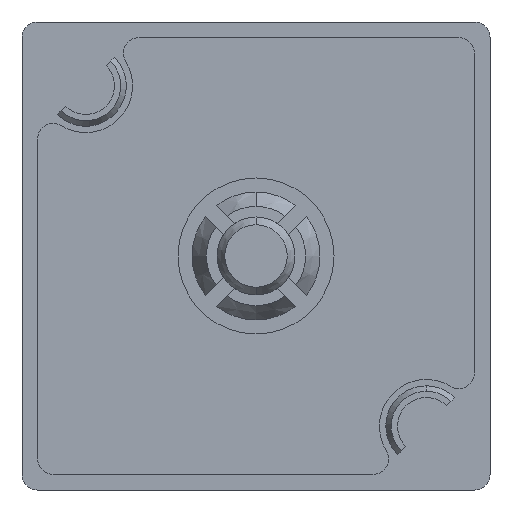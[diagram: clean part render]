
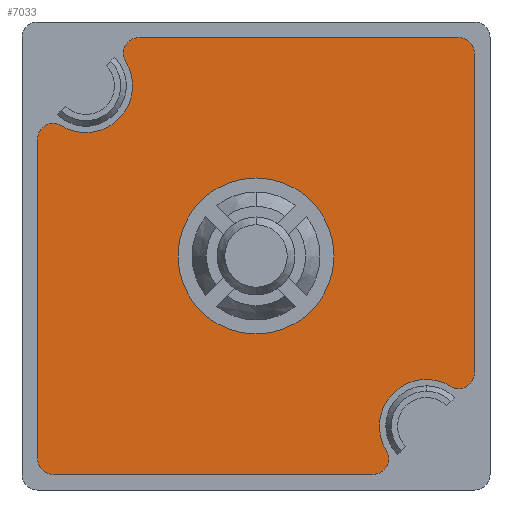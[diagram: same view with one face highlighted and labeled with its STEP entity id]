
A CAD part, front view. The second image highlights one B-rep face of the part: STEP entity #7033.
In plain terms, the highlighted planar face has unit normal (0, -1, 0).
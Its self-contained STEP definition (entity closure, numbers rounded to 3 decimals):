
#29 = AXIS2_PLACEMENT_3D ( 'NONE', #1326, #4442, #1376 ) ;
#38 = VERTEX_POINT ( 'NONE', #8721 ) ;
#107 = ORIENTED_EDGE ( 'NONE', *, *, #270, .T. ) ;
#111 = CIRCLE ( 'NONE', #6480, 3. ) ;
#145 = AXIS2_PLACEMENT_3D ( 'NONE', #861, #6137, #5559 ) ;
#248 = CARTESIAN_POINT ( 'NONE',  ( 0., 6.7, -15. ) ) ;
#260 = EDGE_CURVE ( 'NONE', #9618, #7694, #111, .T. ) ;
#270 = EDGE_CURVE ( 'NONE', #38, #5405, #2723, .T. ) ;
#483 = ORIENTED_EDGE ( 'NONE', *, *, #3148, .F. ) ;
#495 = ORIENTED_EDGE ( 'NONE', *, *, #6518, .T. ) ;
#720 = CIRCLE ( 'NONE', #5779, 1. ) ;
#738 = CARTESIAN_POINT ( 'NONE',  ( 14., 6.7, -22.5 ) ) ;
#788 = CARTESIAN_POINT ( 'NONE',  ( -10.911, 6.7, -4.089 ) ) ;
#819 = CIRCLE ( 'NONE', #9661, 5. ) ;
#861 = CARTESIAN_POINT ( 'NONE',  ( 13., 6.7, -22.5 ) ) ;
#968 = LINE ( 'NONE', #2595, #3156 ) ;
#1054 = DIRECTION ( 'NONE',  ( 0., 1., 0. ) ) ;
#1138 = DIRECTION ( 'NONE',  ( 0., 0., -1. ) ) ;
#1194 = LINE ( 'NONE', #4305, #3097 ) ;
#1245 = DIRECTION ( 'NONE',  ( 1., 0., 0. ) ) ;
#1286 = ORIENTED_EDGE ( 'NONE', *, *, #8393, .T. ) ;
#1326 = CARTESIAN_POINT ( 'NONE',  ( 0., 6.7, 0. ) ) ;
#1349 = CARTESIAN_POINT ( 'NONE',  ( -7.5, 6.7, -1. ) ) ;
#1376 = DIRECTION ( 'NONE',  ( 0., 0., -1. ) ) ;
#1429 = ORIENTED_EDGE ( 'NONE', *, *, #8734, .F. ) ;
#1531 = EDGE_CURVE ( 'NONE', #9618, #7260, #6168, .T. ) ;
#1538 = AXIS2_PLACEMENT_3D ( 'NONE', #788, #5337, #2418 ) ;
#1606 = CARTESIAN_POINT ( 'NONE',  ( 8.353, 6.7, -27.478 ) ) ;
#1757 = ORIENTED_EDGE ( 'NONE', *, *, #9598, .T. ) ;
#1910 = EDGE_CURVE ( 'NONE', #5405, #2168, #4062, .T. ) ;
#2103 = ORIENTED_EDGE ( 'NONE', *, *, #4605, .F. ) ;
#2109 = LINE ( 'NONE', #5074, #6710 ) ;
#2168 = VERTEX_POINT ( 'NONE', #1349 ) ;
#2234 = CARTESIAN_POINT ( 'NONE',  ( -13., 6.7, -7.5 ) ) ;
#2236 = FACE_OUTER_BOUND ( 'NONE', #2913, .T. ) ;
#2418 = DIRECTION ( 'NONE',  ( 0., 0., -1. ) ) ;
#2495 = AXIS2_PLACEMENT_3D ( 'NONE', #4986, #8122, #8797 ) ;
#2584 = DIRECTION ( 'NONE',  ( 0., -1., 0. ) ) ;
#2595 = CARTESIAN_POINT ( 'NONE',  ( 14., 6.7, 0. ) ) ;
#2598 = CARTESIAN_POINT ( 'NONE',  ( 13., 6.7, -23.5 ) ) ;
#2651 = CARTESIAN_POINT ( 'NONE',  ( -10.911, 6.7, -7.089 ) ) ;
#2694 = DIRECTION ( 'NONE',  ( 0., 0., -1. ) ) ;
#2723 = CIRCLE ( 'NONE', #8452, 1. ) ;
#2908 = VECTOR ( 'NONE', #9655, 1000. ) ;
#2913 = EDGE_LOOP ( 'NONE', ( #1286, #107, #4061, #1429, #495, #1757, #5094, #10067, #4558, #8514, #6917, #3752, #483, #10102 ) ) ;
#2974 = VERTEX_POINT ( 'NONE', #738 ) ;
#3012 = DIRECTION ( 'NONE',  ( 0., 0., -1. ) ) ;
#3051 = EDGE_CURVE ( 'NONE', #2974, #9440, #6356, .T. ) ;
#3097 = VECTOR ( 'NONE', #7438, 1000. ) ;
#3148 = EDGE_CURVE ( 'NONE', #9440, #7694, #4553, .T. ) ;
#3156 = VECTOR ( 'NONE', #7216, 1000. ) ;
#3239 = EDGE_CURVE ( 'NONE', #4358, #6148, #819, .T. ) ;
#3564 = VERTEX_POINT ( 'NONE', #6318 ) ;
#3582 = CARTESIAN_POINT ( 'NONE',  ( 13., 6.7, -1. ) ) ;
#3752 = ORIENTED_EDGE ( 'NONE', *, *, #260, .T. ) ;
#4061 = ORIENTED_EDGE ( 'NONE', *, *, #1910, .T. ) ;
#4062 = LINE ( 'NONE', #7965, #2908 ) ;
#4080 = CARTESIAN_POINT ( 'NONE',  ( 0., 6.7, -15. ) ) ;
#4094 = CIRCLE ( 'NONE', #7034, 5. ) ;
#4166 = EDGE_CURVE ( 'NONE', #4625, #6025, #1194, .T. ) ;
#4272 = DIRECTION ( 'NONE',  ( 0., 0., -1. ) ) ;
#4305 = CARTESIAN_POINT ( 'NONE',  ( -14., 6.7, 0. ) ) ;
#4358 = VERTEX_POINT ( 'NONE', #9017 ) ;
#4442 = DIRECTION ( 'NONE',  ( 0., -1., 0. ) ) ;
#4539 = PLANE ( 'NONE',  #29 ) ;
#4553 = CIRCLE ( 'NONE', #145, 1. ) ;
#4558 = ORIENTED_EDGE ( 'NONE', *, *, #6218, .T. ) ;
#4590 = FACE_BOUND ( 'NONE', #9191, .T. ) ;
#4605 = EDGE_CURVE ( 'NONE', #6148, #4358, #4094, .T. ) ;
#4625 = VERTEX_POINT ( 'NONE', #7112 ) ;
#4877 = CARTESIAN_POINT ( 'NONE',  ( -10.911, 6.7, -4.089 ) ) ;
#4885 = CARTESIAN_POINT ( 'NONE',  ( 7.5, 6.7, -28. ) ) ;
#4964 = CIRCLE ( 'NONE', #1538, 3. ) ;
#4986 = CARTESIAN_POINT ( 'NONE',  ( -7.5, 6.7, -2. ) ) ;
#5046 = EDGE_CURVE ( 'NONE', #7904, #7260, #2109, .T. ) ;
#5074 = CARTESIAN_POINT ( 'NONE',  ( 0., 6.7, -29. ) ) ;
#5094 = ORIENTED_EDGE ( 'NONE', *, *, #9540, .F. ) ;
#5337 = DIRECTION ( 'NONE',  ( 0., 1., 0. ) ) ;
#5351 = DIRECTION ( 'NONE',  ( 0., 0., -1. ) ) ;
#5358 = DIRECTION ( 'NONE',  ( 0., 1., 0. ) ) ;
#5405 = VERTEX_POINT ( 'NONE', #3582 ) ;
#5481 = CARTESIAN_POINT ( 'NONE',  ( -13., 6.7, -29. ) ) ;
#5508 = DIRECTION ( 'NONE',  ( 0., 0., -1. ) ) ;
#5559 = DIRECTION ( 'NONE',  ( 0., 0., -1. ) ) ;
#5576 = CIRCLE ( 'NONE', #8048, 3. ) ;
#5645 = DIRECTION ( 'NONE',  ( 0., 0., -1. ) ) ;
#5709 = DIRECTION ( 'NONE',  ( 0., -1., 0. ) ) ;
#5779 = AXIS2_PLACEMENT_3D ( 'NONE', #2234, #9065, #5351 ) ;
#6025 = VERTEX_POINT ( 'NONE', #7100 ) ;
#6137 = DIRECTION ( 'NONE',  ( 0., 1., 0. ) ) ;
#6148 = VERTEX_POINT ( 'NONE', #6278 ) ;
#6168 = CIRCLE ( 'NONE', #9290, 1. ) ;
#6218 = EDGE_CURVE ( 'NONE', #6025, #7904, #8535, .T. ) ;
#6278 = CARTESIAN_POINT ( 'NONE',  ( 0., 6.7, -10. ) ) ;
#6318 = CARTESIAN_POINT ( 'NONE',  ( -12.478, 6.7, -6.648 ) ) ;
#6356 = CIRCLE ( 'NONE', #7673, 1. ) ;
#6480 = AXIS2_PLACEMENT_3D ( 'NONE', #10149, #5358, #3012 ) ;
#6518 = EDGE_CURVE ( 'NONE', #7642, #9403, #5576, .T. ) ;
#6636 = CARTESIAN_POINT ( 'NONE',  ( 7.5, 6.7, -29. ) ) ;
#6710 = VECTOR ( 'NONE', #1245, 1000. ) ;
#6728 = AXIS2_PLACEMENT_3D ( 'NONE', #9773, #2584, #8850 ) ;
#6913 = CIRCLE ( 'NONE', #2495, 1. ) ;
#6917 = ORIENTED_EDGE ( 'NONE', *, *, #1531, .F. ) ;
#7008 = CARTESIAN_POINT ( 'NONE',  ( 13., 6.7, -2. ) ) ;
#7011 = ORIENTED_EDGE ( 'NONE', *, *, #3239, .F. ) ;
#7033 = ADVANCED_FACE ( 'NONE', ( #4590, #2236 ), #4539, .T. ) ;
#7034 = AXIS2_PLACEMENT_3D ( 'NONE', #248, #5709, #5508 ) ;
#7100 = CARTESIAN_POINT ( 'NONE',  ( -14., 6.7, -28. ) ) ;
#7112 = CARTESIAN_POINT ( 'NONE',  ( -14., 6.7, -7.5 ) ) ;
#7210 = DIRECTION ( 'NONE',  ( 0., -1., 0. ) ) ;
#7216 = DIRECTION ( 'NONE',  ( 0., 0., 1. ) ) ;
#7260 = VERTEX_POINT ( 'NONE', #6636 ) ;
#7438 = DIRECTION ( 'NONE',  ( 0., 0., -1. ) ) ;
#7537 = CARTESIAN_POINT ( 'NONE',  ( 13., 6.7, -22.5 ) ) ;
#7642 = VERTEX_POINT ( 'NONE', #9357 ) ;
#7673 = AXIS2_PLACEMENT_3D ( 'NONE', #7537, #8978, #1138 ) ;
#7694 = VERTEX_POINT ( 'NONE', #8223 ) ;
#7904 = VERTEX_POINT ( 'NONE', #5481 ) ;
#7965 = CARTESIAN_POINT ( 'NONE',  ( 0., 6.7, -1. ) ) ;
#8048 = AXIS2_PLACEMENT_3D ( 'NONE', #4877, #1054, #5645 ) ;
#8122 = DIRECTION ( 'NONE',  ( 0., 1., 0. ) ) ;
#8123 = DIRECTION ( 'NONE',  ( 0., 1., 0. ) ) ;
#8223 = CARTESIAN_POINT ( 'NONE',  ( 12.478, 6.7, -23.353 ) ) ;
#8393 = EDGE_CURVE ( 'NONE', #2974, #38, #968, .T. ) ;
#8452 = AXIS2_PLACEMENT_3D ( 'NONE', #7008, #9423, #10100 ) ;
#8514 = ORIENTED_EDGE ( 'NONE', *, *, #5046, .T. ) ;
#8535 = CIRCLE ( 'NONE', #6728, 1. ) ;
#8721 = CARTESIAN_POINT ( 'NONE',  ( 14., 6.7, -2. ) ) ;
#8734 = EDGE_CURVE ( 'NONE', #7642, #2168, #6913, .T. ) ;
#8797 = DIRECTION ( 'NONE',  ( 0., 0., -1. ) ) ;
#8850 = DIRECTION ( 'NONE',  ( 0., 0., -1. ) ) ;
#8978 = DIRECTION ( 'NONE',  ( 0., 1., 0. ) ) ;
#9017 = CARTESIAN_POINT ( 'NONE',  ( 0., 6.7, -20. ) ) ;
#9065 = DIRECTION ( 'NONE',  ( 0., 1., 0. ) ) ;
#9191 = EDGE_LOOP ( 'NONE', ( #7011, #2103 ) ) ;
#9290 = AXIS2_PLACEMENT_3D ( 'NONE', #4885, #8123, #4272 ) ;
#9357 = CARTESIAN_POINT ( 'NONE',  ( -8.352, 6.7, -2.522 ) ) ;
#9403 = VERTEX_POINT ( 'NONE', #2651 ) ;
#9423 = DIRECTION ( 'NONE',  ( 0., -1., 0. ) ) ;
#9440 = VERTEX_POINT ( 'NONE', #2598 ) ;
#9540 = EDGE_CURVE ( 'NONE', #4625, #3564, #720, .T. ) ;
#9598 = EDGE_CURVE ( 'NONE', #9403, #3564, #4964, .T. ) ;
#9618 = VERTEX_POINT ( 'NONE', #1606 ) ;
#9655 = DIRECTION ( 'NONE',  ( -1., 0., 0. ) ) ;
#9661 = AXIS2_PLACEMENT_3D ( 'NONE', #4080, #7210, #2694 ) ;
#9773 = CARTESIAN_POINT ( 'NONE',  ( -13., 6.7, -28. ) ) ;
#10067 = ORIENTED_EDGE ( 'NONE', *, *, #4166, .T. ) ;
#10100 = DIRECTION ( 'NONE',  ( 0., 0., -1. ) ) ;
#10102 = ORIENTED_EDGE ( 'NONE', *, *, #3051, .F. ) ;
#10149 = CARTESIAN_POINT ( 'NONE',  ( 10.911, 6.7, -25.911 ) ) ;
